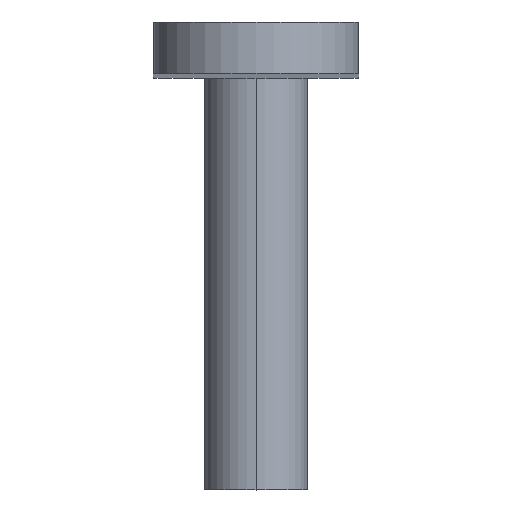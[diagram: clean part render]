
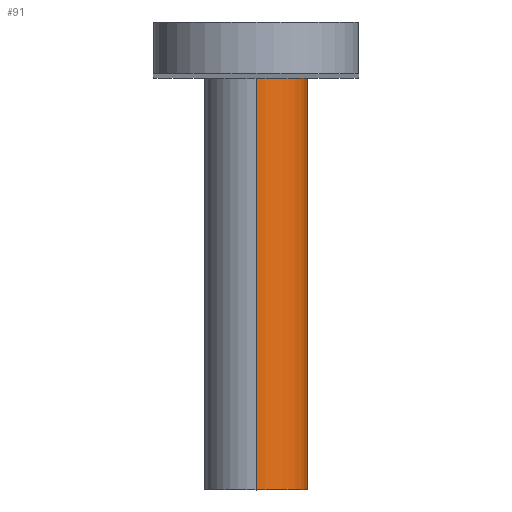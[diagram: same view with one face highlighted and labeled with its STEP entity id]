
A CAD part, top view. The second image highlights one B-rep face of the part: STEP entity #91.
In plain terms, the highlighted cylindrical face has radius 5 mm (diameter 10 mm), a partial arc.
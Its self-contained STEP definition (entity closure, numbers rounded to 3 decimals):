
#5 = CYLINDRICAL_SURFACE ( 'NONE', #248, 5. ) ;
#6 = ORIENTED_EDGE ( 'NONE', *, *, #316, .F. ) ;
#10 = DIRECTION ( 'NONE',  ( 0., -1., 0. ) ) ;
#11 = CARTESIAN_POINT ( 'NONE',  ( 0., 40., 5. ) ) ;
#26 = VERTEX_POINT ( 'NONE', #247 ) ;
#41 = CARTESIAN_POINT ( 'NONE',  ( 0., 0., 5. ) ) ;
#55 = ORIENTED_EDGE ( 'NONE', *, *, #311, .T. ) ;
#76 = FACE_OUTER_BOUND ( 'NONE', #221, .T. ) ;
#83 = CARTESIAN_POINT ( 'NONE',  ( 0., 40., -5. ) ) ;
#91 = ADVANCED_FACE ( 'NONE', ( #76 ), #5, .T. ) ;
#92 = DIRECTION ( 'NONE',  ( 0., 1., 0. ) ) ;
#108 = DIRECTION ( 'NONE',  ( 0., -1., 0. ) ) ;
#122 = ORIENTED_EDGE ( 'NONE', *, *, #327, .T. ) ;
#124 = LINE ( 'NONE', #11, #184 ) ;
#133 = VERTEX_POINT ( 'NONE', #83 ) ;
#149 = AXIS2_PLACEMENT_3D ( 'NONE', #259, #205, #313 ) ;
#157 = EDGE_CURVE ( 'NONE', #133, #26, #303, .T. ) ;
#169 = CARTESIAN_POINT ( 'NONE',  ( 0., 40., 0. ) ) ;
#184 = VECTOR ( 'NONE', #209, 1000. ) ;
#195 = VERTEX_POINT ( 'NONE', #288 ) ;
#205 = DIRECTION ( 'NONE',  ( 0., 1., 0. ) ) ;
#207 = CARTESIAN_POINT ( 'NONE',  ( 0., 0., 0. ) ) ;
#209 = DIRECTION ( 'NONE',  ( 0., -1., 0. ) ) ;
#210 = DIRECTION ( 'NONE',  ( 0., 0., 1. ) ) ;
#215 = VERTEX_POINT ( 'NONE', #41 ) ;
#221 = EDGE_LOOP ( 'NONE', ( #6, #122, #55, #236 ) ) ;
#229 = DIRECTION ( 'NONE',  ( 0., 0., -1. ) ) ;
#236 = ORIENTED_EDGE ( 'NONE', *, *, #157, .F. ) ;
#247 = CARTESIAN_POINT ( 'NONE',  ( 0., 0., -5. ) ) ;
#248 = AXIS2_PLACEMENT_3D ( 'NONE', #169, #10, #229 ) ;
#254 = CARTESIAN_POINT ( 'NONE',  ( 0., 40., -5. ) ) ;
#259 = CARTESIAN_POINT ( 'NONE',  ( 0., 40., 0. ) ) ;
#276 = VECTOR ( 'NONE', #108, 1000. ) ;
#288 = CARTESIAN_POINT ( 'NONE',  ( 0., 40., 5. ) ) ;
#299 = AXIS2_PLACEMENT_3D ( 'NONE', #207, #92, #210 ) ;
#303 = LINE ( 'NONE', #254, #276 ) ;
#311 = EDGE_CURVE ( 'NONE', #215, #26, #333, .T. ) ;
#313 = DIRECTION ( 'NONE',  ( 0., 0., 1. ) ) ;
#316 = EDGE_CURVE ( 'NONE', #195, #133, #341, .T. ) ;
#327 = EDGE_CURVE ( 'NONE', #195, #215, #124, .T. ) ;
#333 = CIRCLE ( 'NONE', #299, 5. ) ;
#341 = CIRCLE ( 'NONE', #149, 5. ) ;
